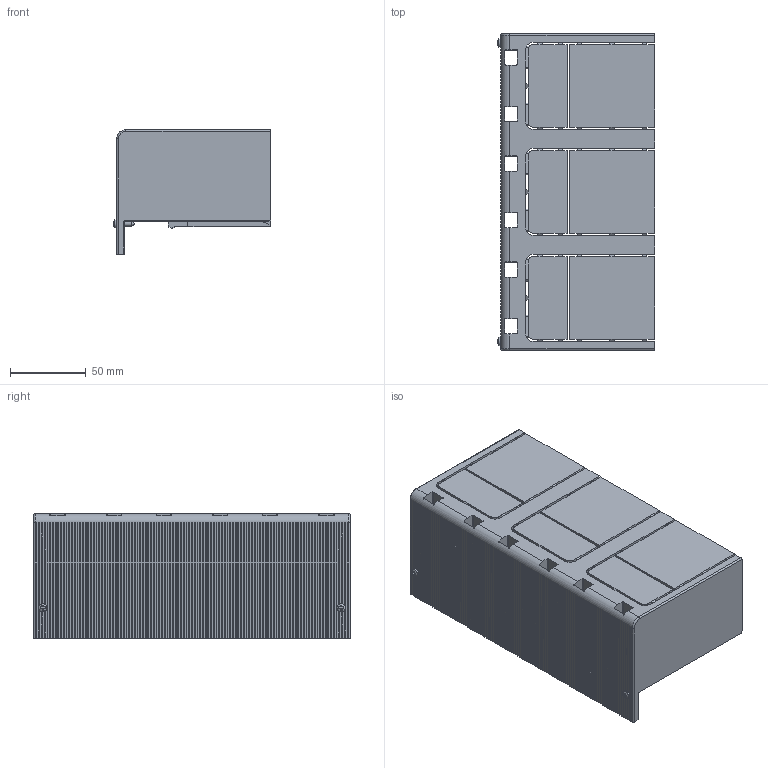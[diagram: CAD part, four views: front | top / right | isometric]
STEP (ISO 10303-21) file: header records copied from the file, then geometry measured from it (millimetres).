
FILE_DESCRIPTION((''),'2;1');
FILE_NAME('1SDH002065A1201_IGES','2020-07-29T15:05:50',('ITMADEL7'),(''),'CREO PARAMETRIC BY PTC INC, 2019030','CREO PARAMETRIC BY PTC INC, 2019030','');
FILE_SCHEMA(('AUTOMOTIVE_DESIGN { 1 0 10303 214 1 1 1 1 }'));
Products named in the file (1): 1SDH002065A1201_IGES
Bounding box: 103.64 x 209 x 82.1 mm (x, y, z)
Volume: 180332.7 mm3; surface area: 171077 mm2
Topology: 1 solids, 1 shells, 1381 faces, 3730 edges, 2228 vertices
Faces by surface type: plane 1003, cylinder 260, bspline 48, sphere 46, torus 20, cone 4
Entity records: 56876 total; most frequent: CARTESIAN_POINT 12493, ORIENTED_EDGE 7312, DIRECTION 6728, EDGE_CURVE 3656, VECTOR 2982, LINE 2982, VERTEX_POINT 2228, AXIS2_PLACEMENT_3D 1873
